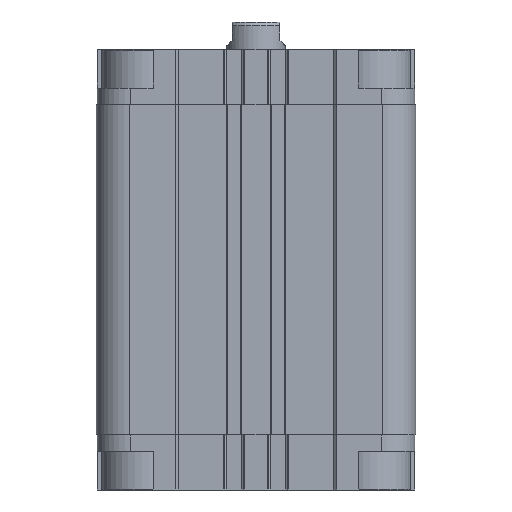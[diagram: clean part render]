
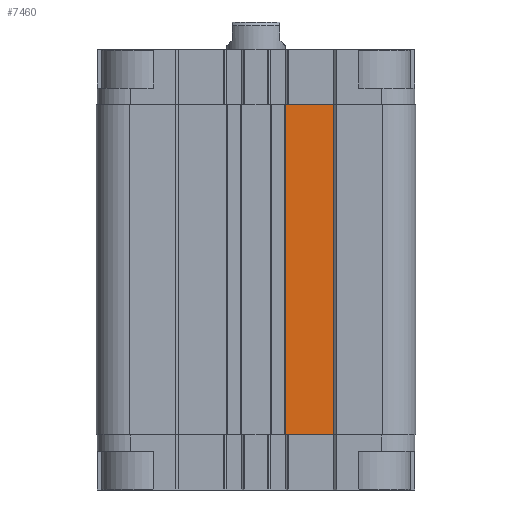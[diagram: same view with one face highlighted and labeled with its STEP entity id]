
A CAD part, front view. The second image highlights one B-rep face of the part: STEP entity #7460.
In plain terms, the highlighted planar face has unit normal (0, -1, 0).
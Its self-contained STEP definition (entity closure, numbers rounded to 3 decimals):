
#602=FACE_OUTER_BOUND('',#1064,.T.);
#1064=EDGE_LOOP('',(#6391,#6392,#6393,#6394));
#1942=LINE('',#11303,#2606);
#2184=LINE('',#12024,#2848);
#2369=LINE('',#12484,#3033);
#2370=LINE('',#12486,#3034);
#2606=VECTOR('',#8853,12.9);
#2848=VECTOR('',#9533,12.9);
#3033=VECTOR('',#10042,90.);
#3034=VECTOR('',#10045,90.);
#3348=VERTEX_POINT('',#11300);
#3349=VERTEX_POINT('',#11302);
#3608=VERTEX_POINT('',#12021);
#3609=VERTEX_POINT('',#12023);
#4097=EDGE_CURVE('',#3349,#3348,#1942,.T.);
#4460=EDGE_CURVE('',#3608,#3609,#2184,.T.);
#4691=EDGE_CURVE('',#3609,#3348,#2369,.T.);
#4692=EDGE_CURVE('',#3608,#3349,#2370,.T.);
#6391=ORIENTED_EDGE('',*,*,#4097,.T.);
#6392=ORIENTED_EDGE('',*,*,#4691,.F.);
#6393=ORIENTED_EDGE('',*,*,#4460,.F.);
#6394=ORIENTED_EDGE('',*,*,#4692,.T.);
#7141=PLANE('',#8157);
#7460=ADVANCED_FACE('',(#602),#7141,.F.);
#8157=AXIS2_PLACEMENT_3D('',#12485,#10043,#10044);
#8853=DIRECTION('',(1.,0.,0.));
#9533=DIRECTION('',(1.,0.,0.));
#10042=DIRECTION('',(0.,0.,-1.));
#10043=DIRECTION('center_axis',(0.,1.,0.));
#10044=DIRECTION('ref_axis',(0.,0.,1.));
#10045=DIRECTION('',(0.,0.,-1.));
#11300=CARTESIAN_POINT('',(21.,-42.5,7.));
#11302=CARTESIAN_POINT('',(8.1,-42.5,7.));
#11303=CARTESIAN_POINT('',(8.1,-42.5,7.));
#12021=CARTESIAN_POINT('',(8.1,-42.5,97.));
#12023=CARTESIAN_POINT('',(21.,-42.5,97.));
#12024=CARTESIAN_POINT('',(8.1,-42.5,97.));
#12484=CARTESIAN_POINT('',(21.,-42.5,97.));
#12485=CARTESIAN_POINT('Origin',(8.1,-42.5,97.));
#12486=CARTESIAN_POINT('',(8.1,-42.5,97.));
